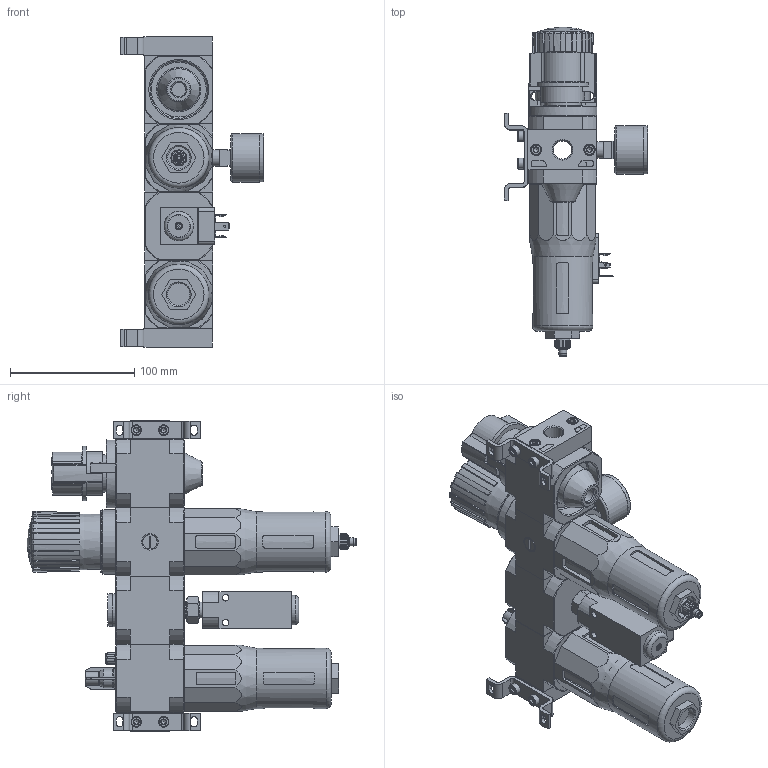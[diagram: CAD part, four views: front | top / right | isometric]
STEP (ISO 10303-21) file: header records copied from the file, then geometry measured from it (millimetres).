
FILE_DESCRIPTION(/* description */ ('STEP AP214'),/* implementation_level */ '2;1');
FILE_NAME(/* name */ '185821_FRC-3_8-D-MIDI-KC',/* time_stamp */ '2024-08-28T18:18:09+02:00',/* author */ ('License CC BY-ND 4.0'),/* organization */ ('CADENAS'),/* preprocessor_version */ 'ST-DEVELOPER v19.3',/* originating_system */ 'PARTsolutions',/* authorisation */ ' ');
FILE_SCHEMA (('AUTOMOTIVE_DESIGN {1 0 10303 214 3 1 1}'));
Length unit declared in the file: millimetre
Products named in the file (18): 185821 FRC-3/8-D-MIDI-KC; 380297 PBL-3/8-D-MIDI-L---(1) p1; DIN-912 - M5x18(F); 159593 HFOE-D-MIDI/MAXI-P1; DIN-912 - M5x10(F); 380299 PBL-3/8-D-MIDI-R---(0) p1; 360721 HE-MIDI; 351358 FRB-D-MIDI; 120518 LFR-D-MIDI--(0); 8003639 PAGN-40-16-G14; 373846 LR-MIDI; 648415 LF; 724702 FRM-...-D-MIDI; 151521 ESK-1/4-1/4; 175250 PEV-1/4-B-OD; DIN-908 G1/2A; 531774 OK-1/2; 120536 LOE-D-MIDI
Assembly tree (29 placements, depth 2):
  185821 FRC-3/8-D-MIDI-KC
    380297 PBL-3/8-D-MIDI-L---(1) p1
    DIN-912 - M5x18(F)  x4
    159593 HFOE-D-MIDI/MAXI-P1  x2
    DIN-912 - M5x10(F)  x4
    380299 PBL-3/8-D-MIDI-R---(0) p1
    360721 HE-MIDI
    351358 FRB-D-MIDI  x6
    120518 LFR-D-MIDI--(0)
    8003639 PAGN-40-16-G14
    373846 LR-MIDI
    648415 LF
    724702 FRM-...-D-MIDI
    151521 ESK-1/4-1/4
    175250 PEV-1/4-B-OD
    DIN-908 G1/2A
    531774 OK-1/2
    120536 LOE-D-MIDI
Bounding box: 115.35 x 265.7 x 250 mm (x, y, z)
Volume: 1390187.5 mm3; surface area: 259438.4 mm2
Topology: 29 solids, 30 shells, 1834 faces, 4572 edges, 2912 vertices
Faces by surface type: plane 1039, cylinder 391, cone 288, torus 100, sphere 16
Full cylindrical faces by diameter (mm): 1.65 x4, 2.459 x1, 3 x1, 3.2 x1, 3.6 x1, 3.7 x6, 3.8 x1, 4.134 x14, 5 x15, 5.3 x6, 5.6 x2, 6 x4, 6.3 x1, 6.4 x1, 6.8 x1, 6.93 x1, 7 x6, 7.1 x1, 8 x4, 8.2 x4, 8.5 x8, 8.7 x1, 9 x1, 9.6 x1, 10 x1, 11 x1, 11.2 x2, 11.445 x5, 12.4 x1, 12.6 x1
Entity records: 55901 total; most frequent: CARTESIAN_POINT 10088, DIRECTION 7631, ORIENTED_EDGE 7490, EDGE_CURVE 3745, AXIS2_PLACEMENT_3D 2874, VERTEX_POINT 2568, FACE_BOUND 2037, EDGE_LOOP 2028
